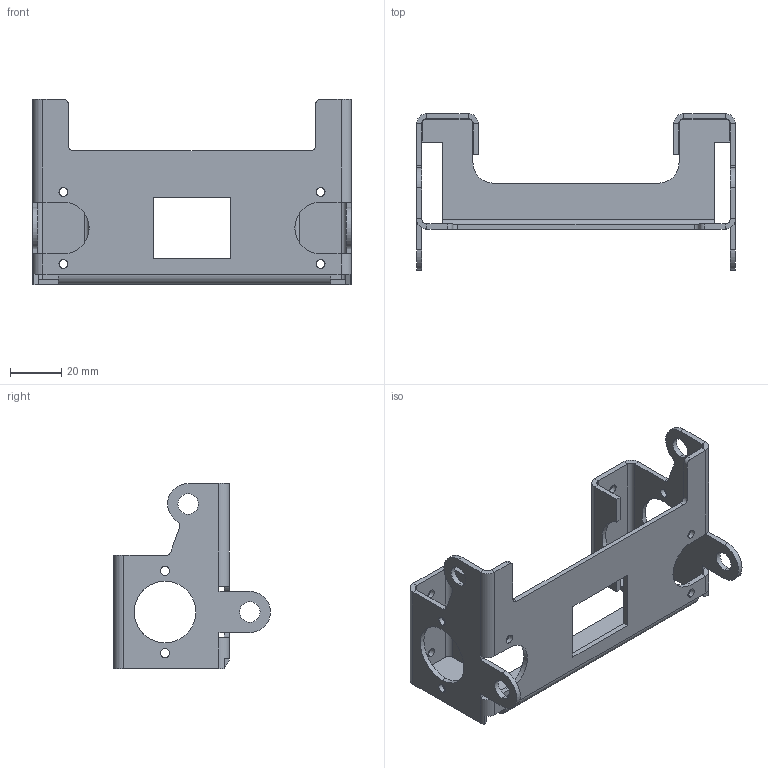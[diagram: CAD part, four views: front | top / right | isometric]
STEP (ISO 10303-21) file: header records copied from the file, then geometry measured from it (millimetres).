
FILE_DESCRIPTION (( 'STEP AP214' ), '1' );
FILE_NAME ('Tutorial 5.STEP', '2025-05-31T18:54:34', ( '' ), ( '' ), 'SwSTEP 2.0', 'SolidWorks 2024', '' );
FILE_SCHEMA (( 'AUTOMOTIVE_DESIGN' ));
Length unit declared in the file: millimetre
Products named in the file (1): Tutorial 5
Bounding box: 124 x 61 x 72 mm (x, y, z)
Volume: 28998.6 mm3; surface area: 32229.2 mm2
Topology: 1 solids, 1 shells, 168 faces, 438 edges, 268 vertices
Faces by surface type: plane 92, cylinder 76
Entity records: 5209 total; most frequent: DIRECTION 932, ORIENTED_EDGE 876, CARTESIAN_POINT 875, EDGE_CURVE 438, AXIS2_PLACEMENT_3D 325, LINE 282, VECTOR 282, VERTEX_POINT 268
